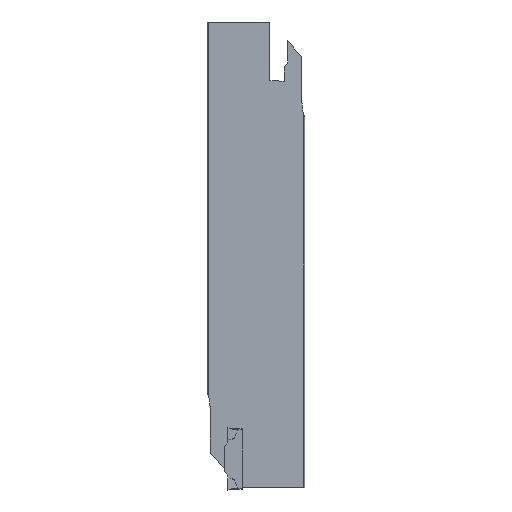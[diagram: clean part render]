
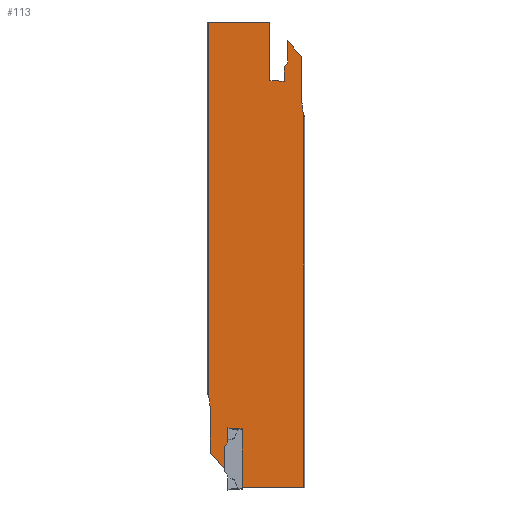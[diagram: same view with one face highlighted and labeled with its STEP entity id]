
A CAD part, left-side view. The second image highlights one B-rep face of the part: STEP entity #113.
In plain terms, the highlighted planar face has unit normal (-1, 0, 0).
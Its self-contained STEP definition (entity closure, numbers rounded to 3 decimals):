
#81=CIRCLE('',#1126,13.);
#82=CIRCLE('',#1127,13.);
#113=ADVANCED_FACE('SHANKHEAD_FACE_LEFT',(#211),#159,.T.);
#159=PLANE('',#1128);
#211=FACE_OUTER_BOUND('',#265,.T.);
#265=EDGE_LOOP('',(#447,#448,#449,#450,#451,#452,#453,#454,#455,#456,#457,
#458,#459,#460,#461,#462,#463,#464,#465,#466,#467,#468));
#447=ORIENTED_EDGE('',*,*,#769,.F.);
#448=ORIENTED_EDGE('',*,*,#770,.F.);
#449=ORIENTED_EDGE('',*,*,#771,.F.);
#450=ORIENTED_EDGE('',*,*,#772,.F.);
#451=ORIENTED_EDGE('',*,*,#773,.F.);
#452=ORIENTED_EDGE('',*,*,#774,.F.);
#453=ORIENTED_EDGE('',*,*,#775,.T.);
#454=ORIENTED_EDGE('',*,*,#776,.T.);
#455=ORIENTED_EDGE('',*,*,#777,.T.);
#456=ORIENTED_EDGE('',*,*,#778,.T.);
#457=ORIENTED_EDGE('',*,*,#779,.T.);
#458=ORIENTED_EDGE('',*,*,#780,.F.);
#459=ORIENTED_EDGE('',*,*,#781,.F.);
#460=ORIENTED_EDGE('',*,*,#782,.F.);
#461=ORIENTED_EDGE('',*,*,#783,.F.);
#462=ORIENTED_EDGE('',*,*,#784,.F.);
#463=ORIENTED_EDGE('',*,*,#785,.F.);
#464=ORIENTED_EDGE('',*,*,#786,.T.);
#465=ORIENTED_EDGE('',*,*,#787,.F.);
#466=ORIENTED_EDGE('',*,*,#788,.T.);
#467=ORIENTED_EDGE('',*,*,#789,.T.);
#468=ORIENTED_EDGE('',*,*,#790,.T.);
#643=VERTEX_POINT('',#1712);
#644=VERTEX_POINT('',#1713);
#645=VERTEX_POINT('',#1715);
#646=VERTEX_POINT('',#1717);
#647=VERTEX_POINT('',#1719);
#648=VERTEX_POINT('',#1721);
#649=VERTEX_POINT('',#1723);
#650=VERTEX_POINT('',#1725);
#651=VERTEX_POINT('',#1727);
#652=VERTEX_POINT('',#1729);
#653=VERTEX_POINT('',#1731);
#654=VERTEX_POINT('',#1733);
#655=VERTEX_POINT('',#1735);
#656=VERTEX_POINT('',#1737);
#657=VERTEX_POINT('',#1739);
#658=VERTEX_POINT('',#1741);
#659=VERTEX_POINT('',#1743);
#660=VERTEX_POINT('',#1745);
#661=VERTEX_POINT('',#1747);
#662=VERTEX_POINT('',#1749);
#663=VERTEX_POINT('',#1751);
#664=VERTEX_POINT('',#1753);
#769=EDGE_CURVE('',#643,#644,#899,.T.);
#770=EDGE_CURVE('',#645,#643,#900,.T.);
#771=EDGE_CURVE('',#646,#645,#901,.T.);
#772=EDGE_CURVE('',#647,#646,#902,.T.);
#773=EDGE_CURVE('',#648,#647,#903,.T.);
#774=EDGE_CURVE('',#649,#648,#904,.T.);
#775=EDGE_CURVE('',#649,#650,#905,.T.);
#776=EDGE_CURVE('',#650,#651,#906,.T.);
#777=EDGE_CURVE('',#651,#652,#81,.T.);
#778=EDGE_CURVE('',#652,#653,#907,.T.);
#779=EDGE_CURVE('',#653,#654,#908,.T.);
#780=EDGE_CURVE('',#655,#654,#909,.T.);
#781=EDGE_CURVE('',#656,#655,#910,.T.);
#782=EDGE_CURVE('',#657,#656,#911,.T.);
#783=EDGE_CURVE('',#658,#657,#912,.T.);
#784=EDGE_CURVE('',#659,#658,#913,.T.);
#785=EDGE_CURVE('',#660,#659,#914,.T.);
#786=EDGE_CURVE('',#660,#661,#915,.T.);
#787=EDGE_CURVE('',#662,#661,#916,.T.);
#788=EDGE_CURVE('',#662,#663,#82,.T.);
#789=EDGE_CURVE('',#663,#664,#917,.T.);
#790=EDGE_CURVE('',#664,#644,#918,.T.);
#899=LINE('',#1711,#1025);
#900=LINE('',#1714,#1026);
#901=LINE('',#1716,#1027);
#902=LINE('',#1718,#1028);
#903=LINE('',#1720,#1029);
#904=LINE('',#1722,#1030);
#905=LINE('',#1724,#1031);
#906=LINE('',#1726,#1032);
#907=LINE('',#1730,#1033);
#908=LINE('',#1732,#1034);
#909=LINE('',#1734,#1035);
#910=LINE('',#1736,#1036);
#911=LINE('',#1738,#1037);
#912=LINE('',#1740,#1038);
#913=LINE('',#1742,#1039);
#914=LINE('',#1744,#1040);
#915=LINE('',#1746,#1041);
#916=LINE('',#1748,#1042);
#917=LINE('',#1752,#1043);
#918=LINE('',#1754,#1044);
#1025=VECTOR('',#1296,1.);
#1026=VECTOR('',#1297,1.);
#1027=VECTOR('',#1298,1.);
#1028=VECTOR('',#1299,1.);
#1029=VECTOR('',#1300,1.);
#1030=VECTOR('',#1301,1.);
#1031=VECTOR('',#1302,1.);
#1032=VECTOR('',#1303,1.);
#1033=VECTOR('',#1306,1.);
#1034=VECTOR('',#1307,1.);
#1035=VECTOR('',#1308,1.);
#1036=VECTOR('',#1309,1.);
#1037=VECTOR('',#1310,1.);
#1038=VECTOR('',#1311,1.);
#1039=VECTOR('',#1312,1.);
#1040=VECTOR('',#1313,1.);
#1041=VECTOR('',#1314,1.);
#1042=VECTOR('',#1315,1.);
#1043=VECTOR('',#1318,1.);
#1044=VECTOR('',#1319,1.);
#1126=AXIS2_PLACEMENT_3D('',#1728,#1304,#1305);
#1127=AXIS2_PLACEMENT_3D('',#1750,#1316,#1317);
#1128=AXIS2_PLACEMENT_3D('',#1755,#1320,#1321);
#1296=DIRECTION('',(0.,0.,-1.));
#1297=DIRECTION('',(0.,0.707,-0.707));
#1298=DIRECTION('',(0.,0.,-1.));
#1299=DIRECTION('',(0.,0.993,0.122));
#1300=DIRECTION('',(0.,1.,0.));
#1301=DIRECTION('',(0.,0.,1.));
#1302=DIRECTION('',(0.,-1.,0.));
#1303=DIRECTION('',(0.,0.,1.));
#1304=DIRECTION('',(1.,0.,0.));
#1305=DIRECTION('',(0.,-1.,0.));
#1306=DIRECTION('',(0.,0.,1.));
#1307=DIRECTION('',(0.,0.643,0.766));
#1308=DIRECTION('',(0.,0.,1.));
#1309=DIRECTION('',(0.,-0.707,0.707));
#1310=DIRECTION('',(0.,0.,1.));
#1311=DIRECTION('',(0.,-0.993,-0.122));
#1312=DIRECTION('',(0.,-1.,0.));
#1313=DIRECTION('',(0.,0.,-1.));
#1314=DIRECTION('',(0.,1.,0.));
#1315=DIRECTION('',(0.,0.,1.));
#1316=DIRECTION('',(1.,0.,0.));
#1317=DIRECTION('',(0.,-1.,0.));
#1318=DIRECTION('',(0.,0.,-1.));
#1319=DIRECTION('',(0.,-0.643,-0.766));
#1320=DIRECTION('',(-1.,0.,0.));
#1321=DIRECTION('',(0.,-1.,0.));
#1711=CARTESIAN_POINT('',(-2.35,26.182,-178.26));
#1712=CARTESIAN_POINT('',(-2.35,26.182,-137.582));
#1713=CARTESIAN_POINT('',(-2.35,26.182,-144.83));
#1714=CARTESIAN_POINT('',(-2.35,54.38,-165.78));
#1715=CARTESIAN_POINT('',(-2.35,25.,-136.4));
#1716=CARTESIAN_POINT('',(-2.35,25.,-178.26));
#1717=CARTESIAN_POINT('',(-2.35,25.,-131.6));
#1718=CARTESIAN_POINT('',(-2.35,36.005,-130.249));
#1719=CARTESIAN_POINT('',(-2.35,22.964,-131.85));
#1720=CARTESIAN_POINT('',(-2.35,41.9,-131.85));
#1721=CARTESIAN_POINT('',(-2.35,20.418,-131.85));
#1722=CARTESIAN_POINT('',(-2.35,20.418,-178.26));
#1723=CARTESIAN_POINT('',(-2.35,20.418,-150.8));
#1724=CARTESIAN_POINT('',(-2.35,41.9,-150.8));
#1725=CARTESIAN_POINT('',(-2.35,0.63,-150.8));
#1726=CARTESIAN_POINT('',(-2.35,0.63,-167.26));
#1727=CARTESIAN_POINT('',(-2.35,0.63,-30.332));
#1728=CARTESIAN_POINT('',(-2.35,-11.87,-26.76));
#1729=CARTESIAN_POINT('',(-2.35,1.13,-26.76));
#1730=CARTESIAN_POINT('',(-2.35,1.13,-178.26));
#1731=CARTESIAN_POINT('',(-2.35,1.13,-12.238));
#1732=CARTESIAN_POINT('',(-2.35,-63.775,-89.588));
#1733=CARTESIAN_POINT('',(-2.35,5.718,-6.77));
#1734=CARTESIAN_POINT('',(-2.35,5.718,-178.26));
#1735=CARTESIAN_POINT('',(-2.35,5.718,-14.018));
#1736=CARTESIAN_POINT('',(-2.35,105.93,-114.23));
#1737=CARTESIAN_POINT('',(-2.35,6.9,-15.2));
#1738=CARTESIAN_POINT('',(-2.35,6.9,-178.26));
#1739=CARTESIAN_POINT('',(-2.35,6.9,-20.));
#1740=CARTESIAN_POINT('',(-2.35,22.237,-18.117));
#1741=CARTESIAN_POINT('',(-2.35,8.936,-19.75));
#1742=CARTESIAN_POINT('',(-2.35,41.9,-19.75));
#1743=CARTESIAN_POINT('',(-2.35,11.482,-19.75));
#1744=CARTESIAN_POINT('',(-2.35,11.482,-178.26));
#1745=CARTESIAN_POINT('',(-2.35,11.482,-0.8));
#1746=CARTESIAN_POINT('',(-2.35,41.9,-0.8));
#1747=CARTESIAN_POINT('',(-2.35,31.27,-0.8));
#1748=CARTESIAN_POINT('',(-2.35,31.27,-161.76));
#1749=CARTESIAN_POINT('',(-2.35,31.27,-121.268));
#1750=CARTESIAN_POINT('',(-2.35,43.77,-124.84));
#1751=CARTESIAN_POINT('',(-2.35,30.77,-124.84));
#1752=CARTESIAN_POINT('',(-2.35,30.77,-178.26));
#1753=CARTESIAN_POINT('',(-2.35,30.77,-139.362));
#1754=CARTESIAN_POINT('',(-2.35,16.215,-156.708));
#1755=CARTESIAN_POINT('',(-2.35,41.9,-178.26));
